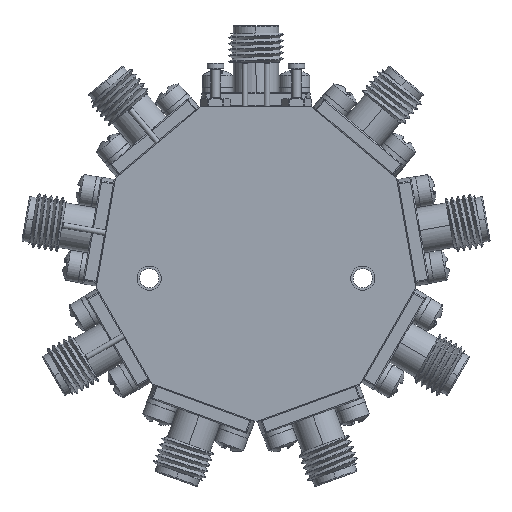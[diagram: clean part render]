
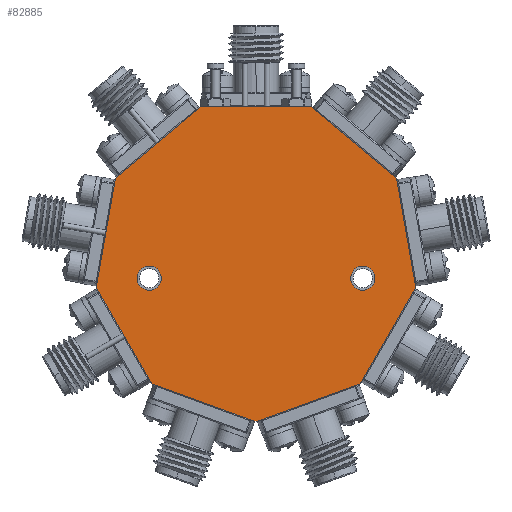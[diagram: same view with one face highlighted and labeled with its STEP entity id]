
A CAD part, front view. The second image highlights one B-rep face of the part: STEP entity #82885.
In plain terms, the highlighted planar face has unit normal (0, -1, 0).
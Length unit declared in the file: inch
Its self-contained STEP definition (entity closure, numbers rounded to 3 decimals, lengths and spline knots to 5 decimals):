
#297 = AXIS2_PLACEMENT_3D ( 'NONE', #49279, #1997, #90380 ) ;
#1328 = FACE_OUTER_BOUND ( 'NONE', #81920, .T. ) ;
#1650 = AXIS2_PLACEMENT_3D ( 'NONE', #102111, #15302, #37560 ) ;
#1837 = CARTESIAN_POINT ( 'NONE',  ( -0.4924, -0.4, -0.08682 ) ) ;
#1997 = DIRECTION ( 'NONE',  ( 0., -1., 0. ) ) ;
#2347 = DIRECTION ( 'NONE',  ( 0., 0., 1. ) ) ;
#3306 = LINE ( 'NONE', #29574, #6446 ) ;
#4386 = CARTESIAN_POINT ( 'NONE',  ( 0.737, -0.4, -0.12995 ) ) ;
#6446 = VECTOR ( 'NONE', #98435, 39.37008 ) ;
#6790 = EDGE_CURVE ( 'NONE', #12043, #65753, #89615, .T. ) ;
#8000 = CARTESIAN_POINT ( 'NONE',  ( -0.4924, -0.4, -0.03082 ) ) ;
#12043 = VERTEX_POINT ( 'NONE', #99037 ) ;
#12345 = VECTOR ( 'NONE', #101241, 39.37008 ) ;
#15302 = DIRECTION ( 'NONE',  ( 0., -1., 0. ) ) ;
#17018 = EDGE_CURVE ( 'NONE', #22183, #73222, #27041, .T. ) ;
#17227 = VECTOR ( 'NONE', #20141, 39.37008 ) ;
#17253 = ORIENTED_EDGE ( 'NONE', *, *, #91770, .F. ) ;
#17474 = FACE_BOUND ( 'NONE', #61419, .T. ) ;
#19439 = EDGE_CURVE ( 'NONE', #69608, #58053, #91406, .T. ) ;
#20141 = DIRECTION ( 'NONE',  ( 0.766, 0., 0.643 ) ) ;
#22183 = VERTEX_POINT ( 'NONE', #30290 ) ;
#24746 = LINE ( 'NONE', #97525, #73268 ) ;
#25362 = ORIENTED_EDGE ( 'NONE', *, *, #102382, .F. ) ;
#25516 = CARTESIAN_POINT ( 'NONE',  ( -0.737, -0.4, -0.12995 ) ) ;
#25953 = VERTEX_POINT ( 'NONE', #8000 ) ;
#26098 = ORIENTED_EDGE ( 'NONE', *, *, #17018, .F. ) ;
#27041 = LINE ( 'NONE', #67087, #55933 ) ;
#27356 = CARTESIAN_POINT ( 'NONE',  ( -0.64811, -0.4, 0.37418 ) ) ;
#27867 = CARTESIAN_POINT ( 'NONE',  ( -0.25596, -0.4, 0.70324 ) ) ;
#28185 = EDGE_CURVE ( 'NONE', #25953, #91570, #40278, .T. ) ;
#28539 = AXIS2_PLACEMENT_3D ( 'NONE', #56946, #88681, #2347 ) ;
#29497 = EDGE_CURVE ( 'NONE', #49390, #43095, #24746, .T. ) ;
#29574 = CARTESIAN_POINT ( 'NONE',  ( 0.737, -0.4, -0.12995 ) ) ;
#30290 = CARTESIAN_POINT ( 'NONE',  ( 0.25596, -0.4, 0.70324 ) ) ;
#30530 = ORIENTED_EDGE ( 'NONE', *, *, #64000, .F. ) ;
#31070 = VERTEX_POINT ( 'NONE', #84876 ) ;
#31828 = CARTESIAN_POINT ( 'NONE',  ( -0.25596, -0.4, 0.70324 ) ) ;
#33640 = CARTESIAN_POINT ( 'NONE',  ( -0.64811, -0.4, 0.37418 ) ) ;
#34264 = CARTESIAN_POINT ( 'NONE',  ( 0.4924, -0.4, -0.14282 ) ) ;
#35106 = CIRCLE ( 'NONE', #297, 0.056 ) ;
#37560 = DIRECTION ( 'NONE',  ( 0., 0., -1. ) ) ;
#38618 = EDGE_CURVE ( 'NONE', #49028, #49390, #3306, .T. ) ;
#39145 = DIRECTION ( 'NONE',  ( 0., -1., 0. ) ) ;
#40264 = VECTOR ( 'NONE', #81002, 39.37008 ) ;
#40278 = CIRCLE ( 'NONE', #91760, 0.056 ) ;
#41590 = LINE ( 'NONE', #25516, #51868 ) ;
#42804 = DIRECTION ( 'NONE',  ( 0., 0., -1. ) ) ;
#43095 = VERTEX_POINT ( 'NONE', #100116 ) ;
#43860 = CARTESIAN_POINT ( 'NONE',  ( -0.48104, -0.4, -0.57328 ) ) ;
#44172 = ORIENTED_EDGE ( 'NONE', *, *, #6790, .F. ) ;
#44355 = EDGE_LOOP ( 'NONE', ( #83577, #62662 ) ) ;
#47067 = ORIENTED_EDGE ( 'NONE', *, *, #57264, .F. ) ;
#49028 = VERTEX_POINT ( 'NONE', #4386 ) ;
#49221 = CARTESIAN_POINT ( 'NONE',  ( 0.64811, -0.4, 0.37418 ) ) ;
#49279 = CARTESIAN_POINT ( 'NONE',  ( 0.4924, -0.4, -0.08682 ) ) ;
#49390 = VERTEX_POINT ( 'NONE', #70745 ) ;
#49628 = DIRECTION ( 'NONE',  ( 0., -1., 0. ) ) ;
#51868 = VECTOR ( 'NONE', #57234, 39.37008 ) ;
#52389 = EDGE_CURVE ( 'NONE', #58053, #22183, #88055, .T. ) ;
#55307 = DIRECTION ( 'NONE',  ( 0., 0., -1. ) ) ;
#55933 = VECTOR ( 'NONE', #99836, 39.37008 ) ;
#56946 = CARTESIAN_POINT ( 'NONE',  ( 0., -0.4, 0. ) ) ;
#57234 = DIRECTION ( 'NONE',  ( 0.174, 0., 0.985 ) ) ;
#57264 = EDGE_CURVE ( 'NONE', #86194, #31070, #72763, .T. ) ;
#57996 = DIRECTION ( 'NONE',  ( -0.94, 0., -0.342 ) ) ;
#58053 = VERTEX_POINT ( 'NONE', #27867 ) ;
#61419 = EDGE_LOOP ( 'NONE', ( #25362, #44172 ) ) ;
#62662 = ORIENTED_EDGE ( 'NONE', *, *, #28185, .F. ) ;
#64000 = EDGE_CURVE ( 'NONE', #31070, #69608, #41590, .T. ) ;
#64318 = LINE ( 'NONE', #49221, #40264 ) ;
#65753 = VERTEX_POINT ( 'NONE', #34264 ) ;
#67087 = CARTESIAN_POINT ( 'NONE',  ( 0.25596, -0.4, 0.70324 ) ) ;
#69541 = CARTESIAN_POINT ( 'NONE',  ( 0., -0.4, -0.74837 ) ) ;
#69608 = VERTEX_POINT ( 'NONE', #27356 ) ;
#70745 = CARTESIAN_POINT ( 'NONE',  ( 0.48104, -0.4, -0.57328 ) ) ;
#70779 = ORIENTED_EDGE ( 'NONE', *, *, #19439, .F. ) ;
#71750 = ORIENTED_EDGE ( 'NONE', *, *, #38618, .F. ) ;
#72763 = LINE ( 'NONE', #96640, #99308 ) ;
#73222 = VERTEX_POINT ( 'NONE', #87269 ) ;
#73268 = VECTOR ( 'NONE', #57996, 39.37008 ) ;
#73272 = DIRECTION ( 'NONE',  ( -0.5, 0., 0.866 ) ) ;
#73613 = PLANE ( 'NONE',  #28539 ) ;
#77404 = VECTOR ( 'NONE', #95848, 39.37008 ) ;
#78733 = CARTESIAN_POINT ( 'NONE',  ( -0.4924, -0.4, -0.08682 ) ) ;
#81002 = DIRECTION ( 'NONE',  ( 0.174, 0., -0.985 ) ) ;
#81387 = FACE_BOUND ( 'NONE', #44355, .T. ) ;
#81920 = EDGE_LOOP ( 'NONE', ( #26098, #99867, #70779, #30530, #47067, #17253, #101971, #71750, #93826 ) ) ;
#82091 = CARTESIAN_POINT ( 'NONE',  ( -0.4924, -0.4, -0.14282 ) ) ;
#82853 = EDGE_CURVE ( 'NONE', #91570, #25953, #88350, .T. ) ;
#82885 = ADVANCED_FACE ( 'NONE', ( #1328, #81387, #17474 ), #73613, .F. ) ;
#83577 = ORIENTED_EDGE ( 'NONE', *, *, #82853, .F. ) ;
#84876 = CARTESIAN_POINT ( 'NONE',  ( -0.737, -0.4, -0.12995 ) ) ;
#86194 = VERTEX_POINT ( 'NONE', #43860 ) ;
#87269 = CARTESIAN_POINT ( 'NONE',  ( 0.64811, -0.4, 0.37418 ) ) ;
#88055 = LINE ( 'NONE', #31828, #77404 ) ;
#88350 = CIRCLE ( 'NONE', #95016, 0.056 ) ;
#88681 = DIRECTION ( 'NONE',  ( 0., 1., 0. ) ) ;
#89615 = CIRCLE ( 'NONE', #1650, 0.056 ) ;
#90380 = DIRECTION ( 'NONE',  ( 0., 0., -1. ) ) ;
#91406 = LINE ( 'NONE', #33640, #17227 ) ;
#91570 = VERTEX_POINT ( 'NONE', #82091 ) ;
#91760 = AXIS2_PLACEMENT_3D ( 'NONE', #78733, #39145, #55307 ) ;
#91770 = EDGE_CURVE ( 'NONE', #43095, #86194, #96923, .T. ) ;
#93826 = ORIENTED_EDGE ( 'NONE', *, *, #101950, .F. ) ;
#95016 = AXIS2_PLACEMENT_3D ( 'NONE', #1837, #49628, #42804 ) ;
#95848 = DIRECTION ( 'NONE',  ( 1., 0., 0. ) ) ;
#96640 = CARTESIAN_POINT ( 'NONE',  ( -0.48104, -0.4, -0.57328 ) ) ;
#96923 = LINE ( 'NONE', #69541, #12345 ) ;
#97525 = CARTESIAN_POINT ( 'NONE',  ( 0.48104, -0.4, -0.57328 ) ) ;
#98435 = DIRECTION ( 'NONE',  ( -0.5, 0., -0.866 ) ) ;
#99037 = CARTESIAN_POINT ( 'NONE',  ( 0.4924, -0.4, -0.03082 ) ) ;
#99308 = VECTOR ( 'NONE', #73272, 39.37008 ) ;
#99836 = DIRECTION ( 'NONE',  ( 0.766, 0., -0.643 ) ) ;
#99867 = ORIENTED_EDGE ( 'NONE', *, *, #52389, .F. ) ;
#100116 = CARTESIAN_POINT ( 'NONE',  ( 0., -0.4, -0.74837 ) ) ;
#101241 = DIRECTION ( 'NONE',  ( -0.94, 0., 0.342 ) ) ;
#101950 = EDGE_CURVE ( 'NONE', #73222, #49028, #64318, .T. ) ;
#101971 = ORIENTED_EDGE ( 'NONE', *, *, #29497, .F. ) ;
#102111 = CARTESIAN_POINT ( 'NONE',  ( 0.4924, -0.4, -0.08682 ) ) ;
#102382 = EDGE_CURVE ( 'NONE', #65753, #12043, #35106, .T. ) ;
